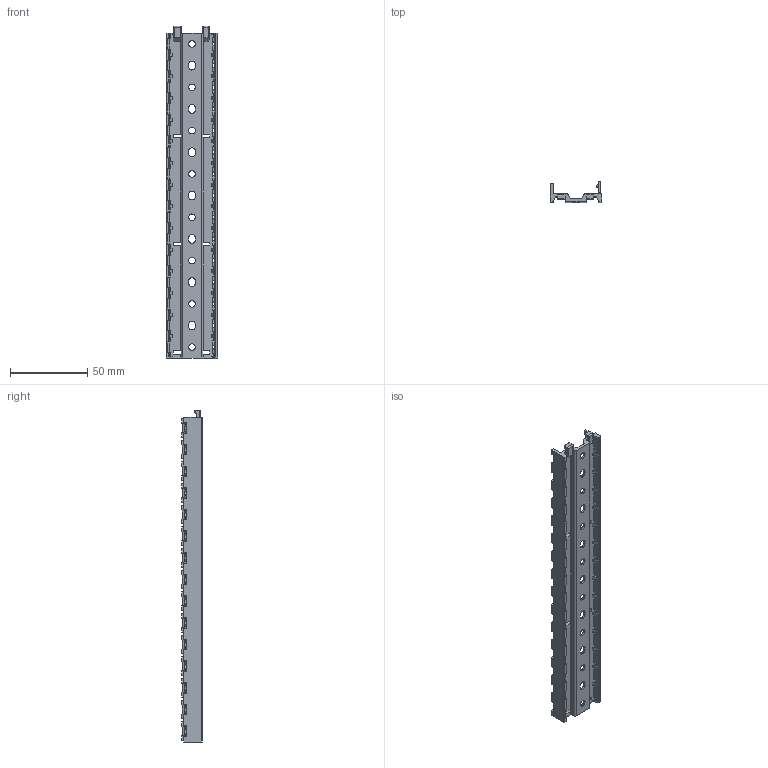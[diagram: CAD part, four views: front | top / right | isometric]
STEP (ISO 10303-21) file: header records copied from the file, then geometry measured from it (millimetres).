
FILE_DESCRIPTION((''),'2;1');
FILE_NAME('3100_0038_320','2020-01-31T',('presta_be4'),(''),'CREO PARAMETRIC BY PTC INC, 2018360','CREO PARAMETRIC BY PTC INC, 2018360','');
FILE_SCHEMA(('CONFIG_CONTROL_DESIGN'));
Length unit declared in the file: millimetre
Products named in the file (1): 3100_0038_320
Bounding box: 33.55 x 13.25 x 214.6 mm (x, y, z)
Volume: 21676.2 mm3; surface area: 27406.9 mm2
Topology: 1 solids, 1 shells, 1205 faces, 3641 edges, 2372 vertices
Faces by surface type: plane 826, cylinder 379
Entity records: 41243 total; most frequent: CARTESIAN_POINT 8022, ORIENTED_EDGE 7282, DIRECTION 6663, EDGE_CURVE 3641, VECTOR 2705, LINE 2705, VERTEX_POINT 2372, AXIS2_PLACEMENT_3D 1979
